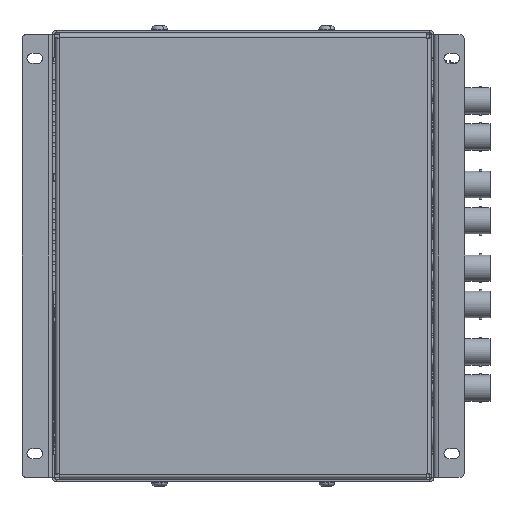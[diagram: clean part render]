
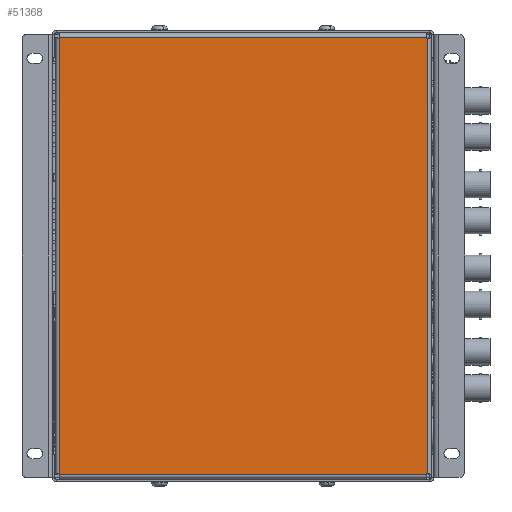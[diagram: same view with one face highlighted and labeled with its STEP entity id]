
A CAD part, front view. The second image highlights one B-rep face of the part: STEP entity #51368.
In plain terms, the highlighted face is planar.
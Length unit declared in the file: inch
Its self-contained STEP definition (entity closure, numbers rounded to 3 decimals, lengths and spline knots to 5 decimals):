
#5747 = CARTESIAN_POINT ( 'NONE',  ( 2.6325, 3.1395, 0. ) ) ;
#5771 = CARTESIAN_POINT ( 'NONE',  ( 2.6395, -3.12175, 0. ) ) ;
#5798 = CARTESIAN_POINT ( 'NONE',  ( 2.6395, 3.12175, 0. ) ) ;
#5843 = CARTESIAN_POINT ( 'NONE',  ( -2.6325, 3.1395, 0. ) ) ;
#5920 = CARTESIAN_POINT ( 'NONE',  ( -2.6325, -3.1395, 0. ) ) ;
#5952 = CARTESIAN_POINT ( 'NONE',  ( 2.6325, -3.1395, 0. ) ) ;
#5958 = CARTESIAN_POINT ( 'NONE',  ( -2.6325, -3.12175, 0. ) ) ;
#5977 = CARTESIAN_POINT ( 'NONE',  ( -2.6325, 3.12175, 0. ) ) ;
#13600 = ORIENTED_EDGE ( 'NONE', *, *, #47492, .T. ) ;
#13601 = ORIENTED_EDGE ( 'NONE', *, *, #47493, .T. ) ;
#13602 = ORIENTED_EDGE ( 'NONE', *, *, #47494, .T. ) ;
#13603 = ORIENTED_EDGE ( 'NONE', *, *, #47495, .F. ) ;
#13604 = ORIENTED_EDGE ( 'NONE', *, *, #47496, .T. ) ;
#13605 = ORIENTED_EDGE ( 'NONE', *, *, #47497, .F. ) ;
#13606 = ORIENTED_EDGE ( 'NONE', *, *, #47498, .T. ) ;
#13607 = ORIENTED_EDGE ( 'NONE', *, *, #47499, .T. ) ;
#13608 = ORIENTED_EDGE ( 'NONE', *, *, #47500, .T. ) ;
#13609 = ORIENTED_EDGE ( 'NONE', *, *, #47501, .F. ) ;
#13610 = ORIENTED_EDGE ( 'NONE', *, *, #47502, .T. ) ;
#13611 = ORIENTED_EDGE ( 'NONE', *, *, #47503, .F. ) ;
#16808 = VERTEX_POINT ( 'NONE', #61170 ) ;
#16986 = VERTEX_POINT ( 'NONE', #61417 ) ;
#17088 = VERTEX_POINT ( 'NONE', #61500 ) ;
#17092 = VERTEX_POINT ( 'NONE', #61505 ) ;
#17716 = EDGE_LOOP ( 'NONE', ( #13600, #13601, #13602, #13603, #13604, #13605, #13606, #13607, #13608, #13609, #13610, #13611 ) ) ;
#24894 = AXIS2_PLACEMENT_3D ( 'NONE', #68000, #68007, #68008 ) ;
#39144 = LINE ( 'NONE', #39158, #74211 ) ;
#39149 = LINE ( 'NONE', #39161, #74215 ) ;
#39155 = LINE ( 'NONE', #39170, #74219 ) ;
#39158 = CARTESIAN_POINT ( 'NONE',  ( 2.6325, 3.12175, 0. ) ) ;
#39159 = LINE ( 'NONE', #39176, #74227 ) ;
#39160 = DIRECTION ( 'NONE',  ( 1., 0., 0. ) ) ;
#39161 = CARTESIAN_POINT ( 'NONE',  ( 2.6395, 3.1325, 0. ) ) ;
#39162 = DIRECTION ( 'NONE',  ( 0., -1., 0. ) ) ;
#39163 = LINE ( 'NONE', #39164, #74222 ) ;
#39164 = CARTESIAN_POINT ( 'NONE',  ( 2.6325, -3.12175, 0. ) ) ;
#39165 = DIRECTION ( 'NONE',  ( -1., 0., 0. ) ) ;
#39166 = LINE ( 'NONE', #39168, #74224 ) ;
#39167 = LINE ( 'NONE', #39188, #74232 ) ;
#39168 = CARTESIAN_POINT ( 'NONE',  ( 2.6325, -3.1325, 0. ) ) ;
#39169 = DIRECTION ( 'NONE',  ( 0., 1., 0. ) ) ;
#39170 = CARTESIAN_POINT ( 'NONE',  ( 2.6325, -3.1395, 0. ) ) ;
#39171 = DIRECTION ( 'NONE',  ( -1., 0., 0. ) ) ;
#39172 = LINE ( 'NONE', #39174, #74230 ) ;
#39174 = CARTESIAN_POINT ( 'NONE',  ( -2.6325, -3.1325, 0. ) ) ;
#39175 = DIRECTION ( 'NONE',  ( 0., -1., 0. ) ) ;
#39176 = CARTESIAN_POINT ( 'NONE',  ( 2.6325, -3.12175, 0. ) ) ;
#39177 = DIRECTION ( 'NONE',  ( -1., 0., 0. ) ) ;
#39178 = LINE ( 'NONE', #39179, #74235 ) ;
#39179 = CARTESIAN_POINT ( 'NONE',  ( -2.6395, -3.1325, 0. ) ) ;
#39180 = DIRECTION ( 'NONE',  ( 0., 1., 0. ) ) ;
#39181 = LINE ( 'NONE', #39182, #74237 ) ;
#39182 = CARTESIAN_POINT ( 'NONE',  ( 2.6325, 3.12175, 0. ) ) ;
#39183 = DIRECTION ( 'NONE',  ( 1., 0., 0. ) ) ;
#39184 = LINE ( 'NONE', #39186, #74239 ) ;
#39186 = CARTESIAN_POINT ( 'NONE',  ( -2.6325, 3.1325, 0. ) ) ;
#39187 = DIRECTION ( 'NONE',  ( 0., -1., 0. ) ) ;
#39188 = CARTESIAN_POINT ( 'NONE',  ( -2.6325, 3.1395, 0. ) ) ;
#39189 = DIRECTION ( 'NONE',  ( 1., 0., 0. ) ) ;
#39190 = LINE ( 'NONE', #39192, #74244 ) ;
#39192 = CARTESIAN_POINT ( 'NONE',  ( 2.6325, 3.1325, 0. ) ) ;
#39193 = DIRECTION ( 'NONE',  ( 0., 1., 0. ) ) ;
#47492 = EDGE_CURVE ( 'NONE', #17092, #53456, #39144, .T. ) ;
#47493 = EDGE_CURVE ( 'NONE', #53456, #53429, #39149, .T. ) ;
#47494 = EDGE_CURVE ( 'NONE', #53429, #16808, #39163, .T. ) ;
#47495 = EDGE_CURVE ( 'NONE', #53610, #16808, #39166, .T. ) ;
#47496 = EDGE_CURVE ( 'NONE', #53610, #53578, #39155, .T. ) ;
#47497 = EDGE_CURVE ( 'NONE', #53616, #53578, #39172, .T. ) ;
#47498 = EDGE_CURVE ( 'NONE', #53616, #17088, #39159, .T. ) ;
#47499 = EDGE_CURVE ( 'NONE', #17088, #16986, #39178, .T. ) ;
#47500 = EDGE_CURVE ( 'NONE', #16986, #53637, #39181, .T. ) ;
#47501 = EDGE_CURVE ( 'NONE', #53501, #53637, #39184, .T. ) ;
#47502 = EDGE_CURVE ( 'NONE', #53501, #53405, #39167, .T. ) ;
#47503 = EDGE_CURVE ( 'NONE', #17092, #53405, #39190, .T. ) ;
#51368 = ADVANCED_FACE ( 'NONE', ( #68005 ), #67998, .T. ) ;
#53405 = VERTEX_POINT ( 'NONE', #5747 ) ;
#53429 = VERTEX_POINT ( 'NONE', #5771 ) ;
#53456 = VERTEX_POINT ( 'NONE', #5798 ) ;
#53501 = VERTEX_POINT ( 'NONE', #5843 ) ;
#53578 = VERTEX_POINT ( 'NONE', #5920 ) ;
#53610 = VERTEX_POINT ( 'NONE', #5952 ) ;
#53616 = VERTEX_POINT ( 'NONE', #5958 ) ;
#53637 = VERTEX_POINT ( 'NONE', #5977 ) ;
#61170 = CARTESIAN_POINT ( 'NONE',  ( 2.6325, -3.12175, 0. ) ) ;
#61417 = CARTESIAN_POINT ( 'NONE',  ( -2.6395, 3.12175, 0. ) ) ;
#61500 = CARTESIAN_POINT ( 'NONE',  ( -2.6395, -3.12175, 0. ) ) ;
#61505 = CARTESIAN_POINT ( 'NONE',  ( 2.6325, 3.12175, 0. ) ) ;
#67998 = PLANE ( 'NONE',  #24894 ) ;
#68000 = CARTESIAN_POINT ( 'NONE',  ( 2.6325, 3.1325, 0. ) ) ;
#68005 = FACE_OUTER_BOUND ( 'NONE', #17716, .T. ) ;
#68007 = DIRECTION ( 'NONE',  ( 0., 0., -1. ) ) ;
#68008 = DIRECTION ( 'NONE',  ( -1., 0., 0. ) ) ;
#74211 = VECTOR ( 'NONE', #39160, 39.37008 ) ;
#74215 = VECTOR ( 'NONE', #39162, 39.37008 ) ;
#74219 = VECTOR ( 'NONE', #39171, 39.37008 ) ;
#74222 = VECTOR ( 'NONE', #39165, 39.37008 ) ;
#74224 = VECTOR ( 'NONE', #39169, 39.37008 ) ;
#74227 = VECTOR ( 'NONE', #39177, 39.37008 ) ;
#74230 = VECTOR ( 'NONE', #39175, 39.37008 ) ;
#74232 = VECTOR ( 'NONE', #39189, 39.37008 ) ;
#74235 = VECTOR ( 'NONE', #39180, 39.37008 ) ;
#74237 = VECTOR ( 'NONE', #39183, 39.37008 ) ;
#74239 = VECTOR ( 'NONE', #39187, 39.37008 ) ;
#74244 = VECTOR ( 'NONE', #39193, 39.37008 ) ;
